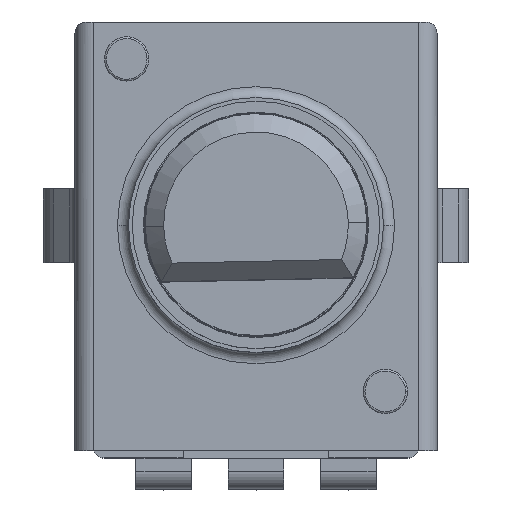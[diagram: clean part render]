
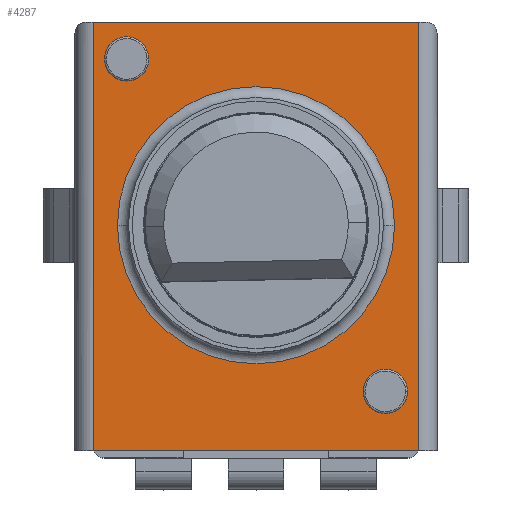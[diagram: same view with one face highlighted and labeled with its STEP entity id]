
A CAD part, top view. The second image highlights one B-rep face of the part: STEP entity #4287.
In plain terms, the highlighted planar face has unit normal (0, 0, 1).
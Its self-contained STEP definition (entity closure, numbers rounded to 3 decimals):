
#6 = EDGE_CURVE ( 'NONE', #3291, #3453, #13199, .T. ) ;
#348 = AXIS2_PLACEMENT_3D ( 'NONE', #10722, #1395, #5530 ) ;
#430 = EDGE_CURVE ( 'NONE', #10230, #8070, #13268, .T. ) ;
#558 = CARTESIAN_POINT ( 'NONE',  ( -3.5, 4.5, 0.25 ) ) ;
#909 = VERTEX_POINT ( 'NONE', #12508 ) ;
#950 = VERTEX_POINT ( 'NONE', #9473 ) ;
#1079 = CARTESIAN_POINT ( 'NONE',  ( 3.5, -4.5, 0.25 ) ) ;
#1191 = CARTESIAN_POINT ( 'NONE',  ( 4.4, 5.5, 0.25 ) ) ;
#1275 = LINE ( 'NONE', #5419, #2574 ) ;
#1276 = FACE_BOUND ( 'NONE', #9789, .T. ) ;
#1395 = DIRECTION ( 'NONE',  ( 0., 0., 1. ) ) ;
#1458 = LINE ( 'NONE', #5594, #8807 ) ;
#1529 = ORIENTED_EDGE ( 'NONE', *, *, #2714, .T. ) ;
#2313 = DIRECTION ( 'NONE',  ( -1., 0., 0. ) ) ;
#2336 = EDGE_CURVE ( 'NONE', #8070, #950, #1458, .T. ) ;
#2436 = DIRECTION ( 'NONE',  ( 1., 0., 0. ) ) ;
#2574 = VECTOR ( 'NONE', #9592, 1000. ) ;
#2714 = EDGE_CURVE ( 'NONE', #950, #3306, #1275, .T. ) ;
#2735 = CARTESIAN_POINT ( 'NONE',  ( -2.9, 4.5, 0.25 ) ) ;
#2762 = CIRCLE ( 'NONE', #10404, 0.6 ) ;
#3059 = ORIENTED_EDGE ( 'NONE', *, *, #8499, .T. ) ;
#3107 = CIRCLE ( 'NONE', #10730, 0.6 ) ;
#3254 = CARTESIAN_POINT ( 'NONE',  ( 3.5, -4.5, 0.25 ) ) ;
#3291 = VERTEX_POINT ( 'NONE', #5712 ) ;
#3306 = VERTEX_POINT ( 'NONE', #11028 ) ;
#3453 = VERTEX_POINT ( 'NONE', #6182 ) ;
#3943 = DIRECTION ( 'NONE',  ( 1., 0., 0. ) ) ;
#3956 = CARTESIAN_POINT ( 'NONE',  ( 4.4, -6.1, 0.25 ) ) ;
#4138 = ORIENTED_EDGE ( 'NONE', *, *, #6561, .F. ) ;
#4287 = ADVANCED_FACE ( 'NONE', ( #6451, #10615, #1276, #5420 ), #9593, .T. ) ;
#4639 = VERTEX_POINT ( 'NONE', #10932 ) ;
#4719 = DIRECTION ( 'NONE',  ( 0., 0., 1. ) ) ;
#5112 = CARTESIAN_POINT ( 'NONE',  ( -3.5, 4.5, 0.25 ) ) ;
#5167 = EDGE_CURVE ( 'NONE', #3453, #3291, #6223, .T. ) ;
#5204 = VERTEX_POINT ( 'NONE', #12049 ) ;
#5213 = VERTEX_POINT ( 'NONE', #2735 ) ;
#5224 = DIRECTION ( 'NONE',  ( 0., 0., 1. ) ) ;
#5367 = AXIS2_PLACEMENT_3D ( 'NONE', #558, #4719, #8871 ) ;
#5419 = CARTESIAN_POINT ( 'NONE',  ( -4.4, -1.9, 0.25 ) ) ;
#5420 = FACE_BOUND ( 'NONE', #9072, .T. ) ;
#5530 = DIRECTION ( 'NONE',  ( 1., 0., 0. ) ) ;
#5594 = CARTESIAN_POINT ( 'NONE',  ( 4.4, 5.5, 0.25 ) ) ;
#5712 = CARTESIAN_POINT ( 'NONE',  ( -3.75, 0., 0.25 ) ) ;
#6182 = CARTESIAN_POINT ( 'NONE',  ( 3.75, 0., 0.25 ) ) ;
#6223 = CIRCLE ( 'NONE', #348, 3.75 ) ;
#6451 = FACE_OUTER_BOUND ( 'NONE', #9118, .T. ) ;
#6561 = EDGE_CURVE ( 'NONE', #4639, #5204, #3107, .T. ) ;
#6803 = AXIS2_PLACEMENT_3D ( 'NONE', #3254, #7396, #11552 ) ;
#6947 = ORIENTED_EDGE ( 'NONE', *, *, #6, .F. ) ;
#6950 = ORIENTED_EDGE ( 'NONE', *, *, #2336, .T. ) ;
#7358 = ORIENTED_EDGE ( 'NONE', *, *, #430, .T. ) ;
#7396 = DIRECTION ( 'NONE',  ( 0., 0., 1. ) ) ;
#7481 = CARTESIAN_POINT ( 'NONE',  ( 0., 0., 0.25 ) ) ;
#7562 = AXIS2_PLACEMENT_3D ( 'NONE', #7606, #11745, #2436 ) ;
#7606 = CARTESIAN_POINT ( 'NONE',  ( 0., 0., 0.25 ) ) ;
#7822 = EDGE_CURVE ( 'NONE', #5204, #4639, #12663, .T. ) ;
#8070 = VERTEX_POINT ( 'NONE', #1191 ) ;
#8126 = DIRECTION ( 'NONE',  ( 0., 1., 0. ) ) ;
#8363 = ORIENTED_EDGE ( 'NONE', *, *, #7822, .F. ) ;
#8437 = EDGE_LOOP ( 'NONE', ( #12025, #6947 ) ) ;
#8499 = EDGE_CURVE ( 'NONE', #3306, #10230, #9142, .T. ) ;
#8807 = VECTOR ( 'NONE', #9760, 1000. ) ;
#8871 = DIRECTION ( 'NONE',  ( 1., 0., 0. ) ) ;
#9072 = EDGE_LOOP ( 'NONE', ( #12020, #13369 ) ) ;
#9118 = EDGE_LOOP ( 'NONE', ( #6950, #1529, #3059, #7358 ) ) ;
#9142 = LINE ( 'NONE', #13254, #11316 ) ;
#9291 = DIRECTION ( 'NONE',  ( 0., 0., 1. ) ) ;
#9396 = DIRECTION ( 'NONE',  ( -1., 0., 0. ) ) ;
#9473 = CARTESIAN_POINT ( 'NONE',  ( -4.4, 5.5, 0.25 ) ) ;
#9592 = DIRECTION ( 'NONE',  ( 0., -1., 0. ) ) ;
#9593 = PLANE ( 'NONE',  #7562 ) ;
#9760 = DIRECTION ( 'NONE',  ( -1., 0., 0. ) ) ;
#9789 = EDGE_LOOP ( 'NONE', ( #4138, #8363 ) ) ;
#10047 = EDGE_CURVE ( 'NONE', #5213, #909, #11257, .T. ) ;
#10204 = EDGE_CURVE ( 'NONE', #909, #5213, #2762, .T. ) ;
#10230 = VERTEX_POINT ( 'NONE', #10390 ) ;
#10390 = CARTESIAN_POINT ( 'NONE',  ( 4.4, -6.1, 0.25 ) ) ;
#10404 = AXIS2_PLACEMENT_3D ( 'NONE', #5112, #9291, #13413 ) ;
#10615 = FACE_BOUND ( 'NONE', #8437, .T. ) ;
#10722 = CARTESIAN_POINT ( 'NONE',  ( 0., 0., 0.25 ) ) ;
#10730 = AXIS2_PLACEMENT_3D ( 'NONE', #1079, #5224, #9396 ) ;
#10932 = CARTESIAN_POINT ( 'NONE',  ( 2.9, -4.5, 0.25 ) ) ;
#11028 = CARTESIAN_POINT ( 'NONE',  ( -4.4, -6.1, 0.25 ) ) ;
#11257 = CIRCLE ( 'NONE', #5367, 0.6 ) ;
#11316 = VECTOR ( 'NONE', #3943, 1000. ) ;
#11486 = AXIS2_PLACEMENT_3D ( 'NONE', #7481, #11630, #2313 ) ;
#11552 = DIRECTION ( 'NONE',  ( 1., 0., 0. ) ) ;
#11630 = DIRECTION ( 'NONE',  ( 0., 0., 1. ) ) ;
#11745 = DIRECTION ( 'NONE',  ( 0., 0., 1. ) ) ;
#12020 = ORIENTED_EDGE ( 'NONE', *, *, #10204, .F. ) ;
#12025 = ORIENTED_EDGE ( 'NONE', *, *, #5167, .F. ) ;
#12049 = CARTESIAN_POINT ( 'NONE',  ( 4.1, -4.5, 0.25 ) ) ;
#12424 = VECTOR ( 'NONE', #8126, 1000. ) ;
#12508 = CARTESIAN_POINT ( 'NONE',  ( -4.1, 4.5, 0.25 ) ) ;
#12663 = CIRCLE ( 'NONE', #6803, 0.6 ) ;
#13199 = CIRCLE ( 'NONE', #11486, 3.75 ) ;
#13254 = CARTESIAN_POINT ( 'NONE',  ( -4.4, -6.1, 0.25 ) ) ;
#13268 = LINE ( 'NONE', #3956, #12424 ) ;
#13369 = ORIENTED_EDGE ( 'NONE', *, *, #10047, .F. ) ;
#13413 = DIRECTION ( 'NONE',  ( -1., 0., 0. ) ) ;
